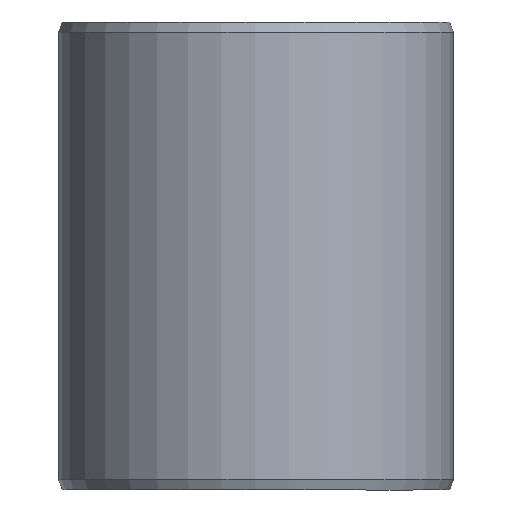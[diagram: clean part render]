
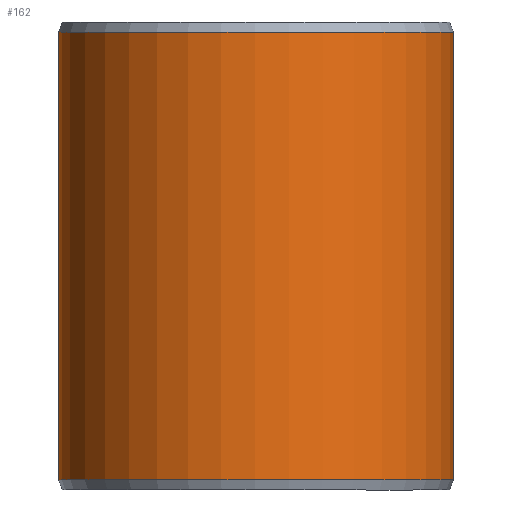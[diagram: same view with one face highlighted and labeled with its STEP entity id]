
A CAD part, front view. The second image highlights one B-rep face of the part: STEP entity #162.
In plain terms, the highlighted cylindrical face has radius 13.5 mm (diameter 27 mm), a partial arc.
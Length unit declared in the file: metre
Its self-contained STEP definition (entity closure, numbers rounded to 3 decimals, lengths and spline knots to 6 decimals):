
#162=ADVANCED_FACE('',(#185,#186),#187,.T.);
#185=FACE_OUTER_BOUND('',#211,.T.);
#186=FACE_BOUND('',#212,.T.);
#187=CYLINDRICAL_SURFACE('',#213,0.0135);
#211=EDGE_LOOP('',(#289,#290,#291,#292));
#212=EDGE_LOOP('',(#293));
#213=AXIS2_PLACEMENT_3D('',#294,#295,#296);
#289=ORIENTED_EDGE('',*,*,#314,.T.);
#290=ORIENTED_EDGE('',*,*,#323,.F.);
#291=ORIENTED_EDGE('',*,*,#309,.F.);
#292=ORIENTED_EDGE('',*,*,#324,.T.);
#293=ORIENTED_EDGE('',*,*,#327,.T.);
#294=CARTESIAN_POINT('',(0.,0.,0.0));
#295=DIRECTION('',(0.,0.0,-1.0));
#296=DIRECTION('',(-1.0,0.0,0.));
#309=EDGE_CURVE('',#341,#342,#343,.T.);
#314=EDGE_CURVE('',#351,#349,#352,.T.);
#323=EDGE_CURVE('',#342,#349,#365,.T.);
#324=EDGE_CURVE('',#341,#351,#366,.T.);
#327=EDGE_CURVE('',#370,#370,#371,.T.);
#341=VERTEX_POINT('',#389);
#342=VERTEX_POINT('',#390);
#343=CIRCLE('',#391,0.0135);
#349=VERTEX_POINT('',#399);
#351=VERTEX_POINT('',#402);
#352=CIRCLE('',#403,0.0135);
#365=LINE('',#422,#423);
#366=LINE('',#424,#425);
#370=VERTEX_POINT('',#491);
#371=B_SPLINE_CURVE_WITH_KNOTS('',3,(#492,#493,#494,#495,#496,#497,#498,#499,#500,#501,#502,#503,#504,#505,#506,#507,#508,#509,#510,#511,#512,#513,#514,#515,#516,#517,#518,#519,#520,#521,#522,#523,#524,#525,#526,#527,#528,#529,#530,#531,#532,#533,#534,#535,#536,#537,#538,#539,#540,#541,#542,#543,#544,#545,#546,#547,#548,#549,#550,#551,#552,#553),.UNSPECIFIED.,.T.,.F.,(2,2,2,2,2,2,2,2,2,2,2,2,2,2,2,2,2,2,2,2,2,2,2,2,2,2,2,2,2,2,2,2,2),(-0.000588,0.0,0.000588,0.001176,0.001764,0.002352,0.00294,0.003528,0.004116,0.004704,0.005292,0.00588,0.006468,0.007056,0.007644,0.008232,0.00882,0.009408,0.010583,0.011171,0.011759,0.012347,0.012935,0.014111,0.014699,0.015287,0.015875,0.016463,0.017051,0.017639,0.018227,0.018815,0.019403),.UNSPECIFIED.);
#389=CARTESIAN_POINT('',(0.000236,0.013498,0.0007));
#390=CARTESIAN_POINT('',(0.,0.0135,0.0007));
#391=AXIS2_PLACEMENT_3D('',#567,#568,#569);
#399=CARTESIAN_POINT('',(0.,0.0135,0.0313));
#402=CARTESIAN_POINT('',(0.000236,0.013498,0.0313));
#403=AXIS2_PLACEMENT_3D('',#576,#577,#578);
#422=CARTESIAN_POINT('',(0.,0.0135,0.0007));
#423=VECTOR('',#591,1.0);
#424=CARTESIAN_POINT('',(0.000236,0.013498,0.0007));
#425=VECTOR('',#592,1.0);
#491=CARTESIAN_POINT('',(0.009737,-0.009351,0.016));
#492=CARTESIAN_POINT('',(0.009737,-0.009351,0.015801));
#493=CARTESIAN_POINT('',(0.009737,-0.009351,0.016199));
#494=CARTESIAN_POINT('',(0.009751,-0.009336,0.016394));
#495=CARTESIAN_POINT('',(0.009805,-0.009279,0.016779));
#496=CARTESIAN_POINT('',(0.009846,-0.009236,0.016969));
#497=CARTESIAN_POINT('',(0.009951,-0.009123,0.017332));
#498=CARTESIAN_POINT('',(0.010014,-0.009054,0.017504));
#499=CARTESIAN_POINT('',(0.010162,-0.008888,0.01783));
#500=CARTESIAN_POINT('',(0.010246,-0.008792,0.017984));
#501=CARTESIAN_POINT('',(0.010425,-0.008578,0.018259));
#502=CARTESIAN_POINT('',(0.010522,-0.00846,0.018383));
#503=CARTESIAN_POINT('',(0.010725,-0.0082,0.018603));
#504=CARTESIAN_POINT('',(0.010831,-0.008061,0.018696));
#505=CARTESIAN_POINT('',(0.011043,-0.007768,0.018845));
#506=CARTESIAN_POINT('',(0.011151,-0.007611,0.018903));
#507=CARTESIAN_POINT('',(0.011366,-0.007288,0.018981));
#508=CARTESIAN_POINT('',(0.01147,-0.007123,0.019));
#509=CARTESIAN_POINT('',(0.011672,-0.006786,0.019));
#510=CARTESIAN_POINT('',(0.011771,-0.006613,0.01898));
#511=CARTESIAN_POINT('',(0.011955,-0.006274,0.018904));
#512=CARTESIAN_POINT('',(0.012041,-0.006107,0.018847));
#513=CARTESIAN_POINT('',(0.012202,-0.005779,0.018696));
#514=CARTESIAN_POINT('',(0.012276,-0.00562,0.018602));
#515=CARTESIAN_POINT('',(0.012408,-0.005321,0.018386));
#516=CARTESIAN_POINT('',(0.012468,-0.005179,0.018261));
#517=CARTESIAN_POINT('',(0.012573,-0.004918,0.017982));
#518=CARTESIAN_POINT('',(0.012618,-0.004801,0.017832));
#519=CARTESIAN_POINT('',(0.012695,-0.004593,0.017507));
#520=CARTESIAN_POINT('',(0.012727,-0.004503,0.017332));
#521=CARTESIAN_POINT('',(0.012778,-0.004358,0.016969));
#522=CARTESIAN_POINT('',(0.012796,-0.004302,0.016782));
#523=CARTESIAN_POINT('',(0.012821,-0.004227,0.016397));
#524=CARTESIAN_POINT('',(0.012828,-0.004208,0.016197));
#525=CARTESIAN_POINT('',(0.012828,-0.004208,0.015609));
#526=CARTESIAN_POINT('',(0.012803,-0.004285,0.015213));
#527=CARTESIAN_POINT('',(0.012728,-0.004501,0.014671));
#528=CARTESIAN_POINT('',(0.012696,-0.004592,0.014496));
#529=CARTESIAN_POINT('',(0.012618,-0.0048,0.01417));
#530=CARTESIAN_POINT('',(0.012574,-0.004917,0.014019));
#531=CARTESIAN_POINT('',(0.012469,-0.005176,0.013742));
#532=CARTESIAN_POINT('',(0.012409,-0.00532,0.013616));
#533=CARTESIAN_POINT('',(0.012276,-0.005618,0.013399));
#534=CARTESIAN_POINT('',(0.012204,-0.005775,0.013306));
#535=CARTESIAN_POINT('',(0.011962,-0.006268,0.013079));
#536=CARTESIAN_POINT('',(0.011777,-0.006612,0.013));
#537=CARTESIAN_POINT('',(0.011471,-0.007121,0.013));
#538=CARTESIAN_POINT('',(0.011367,-0.007286,0.013019));
#539=CARTESIAN_POINT('',(0.011154,-0.007608,0.013096));
#540=CARTESIAN_POINT('',(0.011045,-0.007765,0.013154));
#541=CARTESIAN_POINT('',(0.010832,-0.00806,0.013304));
#542=CARTESIAN_POINT('',(0.010727,-0.008198,0.013396));
#543=CARTESIAN_POINT('',(0.010524,-0.008457,0.013614));
#544=CARTESIAN_POINT('',(0.010426,-0.008577,0.01374));
#545=CARTESIAN_POINT('',(0.010247,-0.008791,0.014015));
#546=CARTESIAN_POINT('',(0.010163,-0.008886,0.014166));
#547=CARTESIAN_POINT('',(0.010015,-0.009053,0.014494));
#548=CARTESIAN_POINT('',(0.009951,-0.009123,0.014666));
#549=CARTESIAN_POINT('',(0.009847,-0.009235,0.015027));
#550=CARTESIAN_POINT('',(0.009806,-0.009279,0.015218));
#551=CARTESIAN_POINT('',(0.009751,-0.009336,0.015605));
#552=CARTESIAN_POINT('',(0.009737,-0.009351,0.015801));
#553=CARTESIAN_POINT('',(0.009737,-0.009351,0.016199));
#567=CARTESIAN_POINT('',(0.,0.,0.0007));
#568=DIRECTION('',(0.,0.0,-1.0));
#569=DIRECTION('',(-1.0,0.0,0.));
#576=CARTESIAN_POINT('',(0.,0.,0.0313));
#577=DIRECTION('',(0.,0.0,-1.0));
#578=DIRECTION('',(-1.0,0.0,0.));
#591=DIRECTION('',(0.,0.0,1.0));
#592=DIRECTION('',(0.,0.,1.0));
